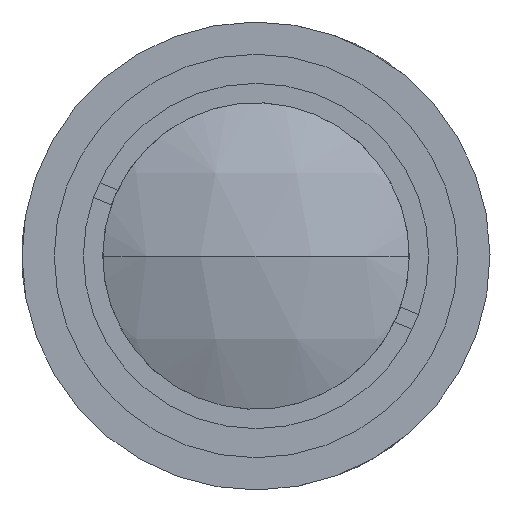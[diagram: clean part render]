
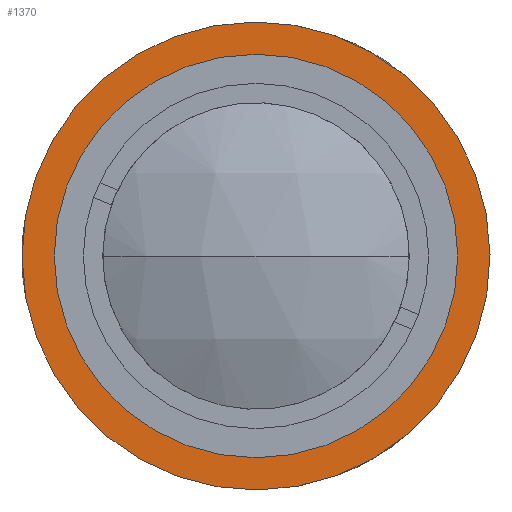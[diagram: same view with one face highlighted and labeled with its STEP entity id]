
A CAD part, left-side view. The second image highlights one B-rep face of the part: STEP entity #1370.
In plain terms, the highlighted planar face has unit normal (-1, 0, 0).
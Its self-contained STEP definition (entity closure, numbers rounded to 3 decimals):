
#4 = EDGE_CURVE ( 'NONE', #726, #1527, #778, .T. ) ;
#42 = DIRECTION ( 'NONE',  ( -1., 0., 0. ) ) ;
#48 = AXIS2_PLACEMENT_3D ( 'NONE', #1588, #1510, #1506 ) ;
#62 = FACE_BOUND ( 'NONE', #174, .T. ) ;
#83 = DIRECTION ( 'NONE',  ( 0., 0.007, 1. ) ) ;
#141 = AXIS2_PLACEMENT_3D ( 'NONE', #686, #683, #669 ) ;
#148 = CARTESIAN_POINT ( 'NONE',  ( 118.32, 0.08, 11.5 ) ) ;
#166 = CARTESIAN_POINT ( 'NONE',  ( 118.32, 0., 0. ) ) ;
#174 = EDGE_LOOP ( 'NONE', ( #1174, #494 ) ) ;
#235 = EDGE_CURVE ( 'NONE', #1585, #549, #1324, .T. ) ;
#251 = CARTESIAN_POINT ( 'NONE',  ( 118.32, -0.101, -14.5 ) ) ;
#288 = EDGE_CURVE ( 'NONE', #549, #1585, #1679, .T. ) ;
#294 = CARTESIAN_POINT ( 'NONE',  ( 118.32, 0.101, 14.5 ) ) ;
#494 = ORIENTED_EDGE ( 'NONE', *, *, #933, .F. ) ;
#530 = DIRECTION ( 'NONE',  ( 0., 0.007, 1. ) ) ;
#549 = VERTEX_POINT ( 'NONE', #294 ) ;
#552 = CARTESIAN_POINT ( 'NONE',  ( 118.32, 0., 0. ) ) ;
#573 = DIRECTION ( 'NONE',  ( -1., 0., 0. ) ) ;
#669 = DIRECTION ( 'NONE',  ( 0., 0.007, 1. ) ) ;
#683 = DIRECTION ( 'NONE',  ( -1., 0., 0. ) ) ;
#686 = CARTESIAN_POINT ( 'NONE',  ( 118.32, 0., 0. ) ) ;
#726 = VERTEX_POINT ( 'NONE', #148 ) ;
#751 = CIRCLE ( 'NONE', #141, 11.5 ) ;
#778 = CIRCLE ( 'NONE', #860, 11.5 ) ;
#860 = AXIS2_PLACEMENT_3D ( 'NONE', #1879, #918, #2002 ) ;
#918 = DIRECTION ( 'NONE',  ( -1., 0., 0. ) ) ;
#933 = EDGE_CURVE ( 'NONE', #1527, #726, #751, .T. ) ;
#945 = CARTESIAN_POINT ( 'NONE',  ( 118.32, -0.08, -11.5 ) ) ;
#1033 = EDGE_LOOP ( 'NONE', ( #2153, #1938 ) ) ;
#1174 = ORIENTED_EDGE ( 'NONE', *, *, #4, .F. ) ;
#1324 = CIRCLE ( 'NONE', #1499, 14.5 ) ;
#1370 = ADVANCED_FACE ( 'NONE', ( #62, #1838 ), #1528, .F. ) ;
#1440 = AXIS2_PLACEMENT_3D ( 'NONE', #166, #42, #83 ) ;
#1499 = AXIS2_PLACEMENT_3D ( 'NONE', #552, #573, #530 ) ;
#1506 = DIRECTION ( 'NONE',  ( 0., -0.007, -1. ) ) ;
#1510 = DIRECTION ( 'NONE',  ( 1., 0., 0. ) ) ;
#1527 = VERTEX_POINT ( 'NONE', #945 ) ;
#1528 = PLANE ( 'NONE',  #48 ) ;
#1585 = VERTEX_POINT ( 'NONE', #251 ) ;
#1588 = CARTESIAN_POINT ( 'NONE',  ( 118.32, 11.5, -0.08 ) ) ;
#1679 = CIRCLE ( 'NONE', #1440, 14.5 ) ;
#1838 = FACE_OUTER_BOUND ( 'NONE', #1033, .T. ) ;
#1879 = CARTESIAN_POINT ( 'NONE',  ( 118.32, 0., 0. ) ) ;
#1938 = ORIENTED_EDGE ( 'NONE', *, *, #235, .T. ) ;
#2002 = DIRECTION ( 'NONE',  ( 0., 0.007, 1. ) ) ;
#2153 = ORIENTED_EDGE ( 'NONE', *, *, #288, .T. ) ;
